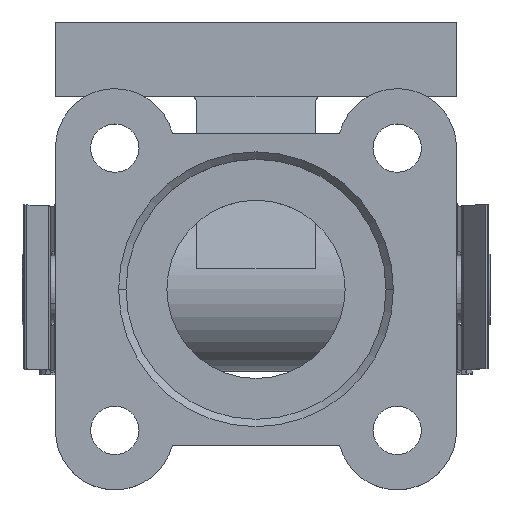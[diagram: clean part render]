
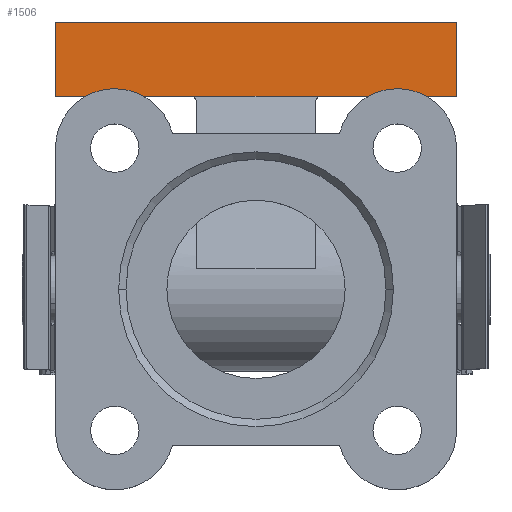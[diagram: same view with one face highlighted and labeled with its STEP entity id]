
A CAD part, top view. The second image highlights one B-rep face of the part: STEP entity #1506.
In plain terms, the highlighted face is planar.
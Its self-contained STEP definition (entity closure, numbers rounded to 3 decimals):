
#206 = DIRECTION ( 'NONE',  ( 1., 0., 0. ) ) ;
#227 = PLANE ( 'NONE',  #4831 ) ;
#626 = DIRECTION ( 'NONE',  ( 0., 0., -1. ) ) ;
#674 = CARTESIAN_POINT ( 'NONE',  ( 0., 0., 10. ) ) ;
#707 = CARTESIAN_POINT ( 'NONE',  ( 0., 54., 10. ) ) ;
#776 = CARTESIAN_POINT ( 'NONE',  ( 0., 0., 0. ) ) ;
#828 = CARTESIAN_POINT ( 'NONE',  ( 0., 35.5, 10. ) ) ;
#1047 = VERTEX_POINT ( 'NONE', #1198 ) ;
#1091 = VERTEX_POINT ( 'NONE', #776 ) ;
#1138 = CARTESIAN_POINT ( 'NONE',  ( 0., 18.5, 10. ) ) ;
#1198 = CARTESIAN_POINT ( 'NONE',  ( 0., 54., 0. ) ) ;
#1254 = VERTEX_POINT ( 'NONE', #1414 ) ;
#1298 = VERTEX_POINT ( 'NONE', #707 ) ;
#1314 = VERTEX_POINT ( 'NONE', #1138 ) ;
#1324 = VERTEX_POINT ( 'NONE', #828 ) ;
#1414 = CARTESIAN_POINT ( 'NONE',  ( 0., 0., 10. ) ) ;
#1506 = ADVANCED_FACE ( 'NONE', ( #6042 ), #227, .F. ) ;
#1739 = LINE ( 'NONE', #3787, #1920 ) ;
#1803 = LINE ( 'NONE', #3836, #2008 ) ;
#1920 = VECTOR ( 'NONE', #3783, 1000. ) ;
#1972 = VECTOR ( 'NONE', #3774, 1000. ) ;
#1999 = LINE ( 'NONE', #3797, #1972 ) ;
#2001 = VECTOR ( 'NONE', #3823, 1000. ) ;
#2007 = LINE ( 'NONE', #3806, #2144 ) ;
#2008 = VECTOR ( 'NONE', #3834, 1000. ) ;
#2011 = LINE ( 'NONE', #3825, #2001 ) ;
#2144 = VECTOR ( 'NONE', #3800, 1000. ) ;
#2348 = VECTOR ( 'NONE', #3879, 1000. ) ;
#2459 = LINE ( 'NONE', #3880, #2348 ) ;
#2834 = EDGE_LOOP ( 'NONE', ( #3417, #3329, #3243, #2923, #3176, #3333 ) ) ;
#2923 = ORIENTED_EDGE ( 'NONE', *, *, #5695, .F. ) ;
#3176 = ORIENTED_EDGE ( 'NONE', *, *, #5672, .F. ) ;
#3243 = ORIENTED_EDGE ( 'NONE', *, *, #5673, .F. ) ;
#3329 = ORIENTED_EDGE ( 'NONE', *, *, #5677, .F. ) ;
#3333 = ORIENTED_EDGE ( 'NONE', *, *, #5675, .T. ) ;
#3417 = ORIENTED_EDGE ( 'NONE', *, *, #5678, .T. ) ;
#3774 = DIRECTION ( 'NONE',  ( 0., -1., 0. ) ) ;
#3783 = DIRECTION ( 'NONE',  ( 0., 0., -1. ) ) ;
#3787 = CARTESIAN_POINT ( 'NONE',  ( 0., 0., 10. ) ) ;
#3797 = CARTESIAN_POINT ( 'NONE',  ( 0., 0., 0. ) ) ;
#3800 = DIRECTION ( 'NONE',  ( 0., 0., -1. ) ) ;
#3806 = CARTESIAN_POINT ( 'NONE',  ( 0., 54., 10. ) ) ;
#3823 = DIRECTION ( 'NONE',  ( 0., -1., 0. ) ) ;
#3825 = CARTESIAN_POINT ( 'NONE',  ( 0., 0., 10. ) ) ;
#3834 = DIRECTION ( 'NONE',  ( 0., -1., 0. ) ) ;
#3836 = CARTESIAN_POINT ( 'NONE',  ( 0., 0., 10. ) ) ;
#3879 = DIRECTION ( 'NONE',  ( 0., -1., 0. ) ) ;
#3880 = CARTESIAN_POINT ( 'NONE',  ( 0., 35., 10. ) ) ;
#4831 = AXIS2_PLACEMENT_3D ( 'NONE', #674, #206, #626 ) ;
#5672 = EDGE_CURVE ( 'NONE', #1298, #1324, #1803, .T. ) ;
#5673 = EDGE_CURVE ( 'NONE', #1314, #1254, #2011, .T. ) ;
#5675 = EDGE_CURVE ( 'NONE', #1298, #1047, #2007, .T. ) ;
#5677 = EDGE_CURVE ( 'NONE', #1254, #1091, #1739, .T. ) ;
#5678 = EDGE_CURVE ( 'NONE', #1047, #1091, #1999, .T. ) ;
#5695 = EDGE_CURVE ( 'NONE', #1324, #1314, #2459, .T. ) ;
#6042 = FACE_OUTER_BOUND ( 'NONE', #2834, .T. ) ;
